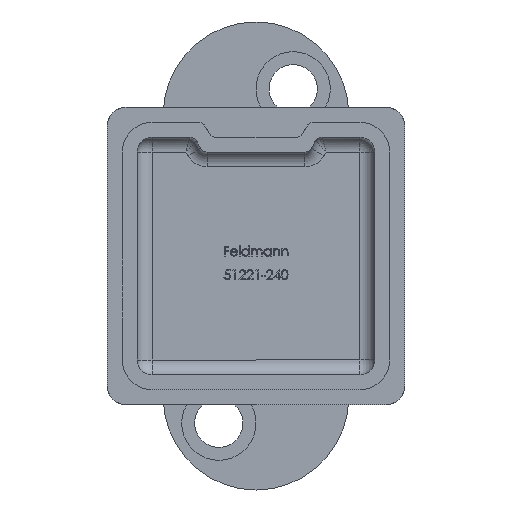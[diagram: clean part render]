
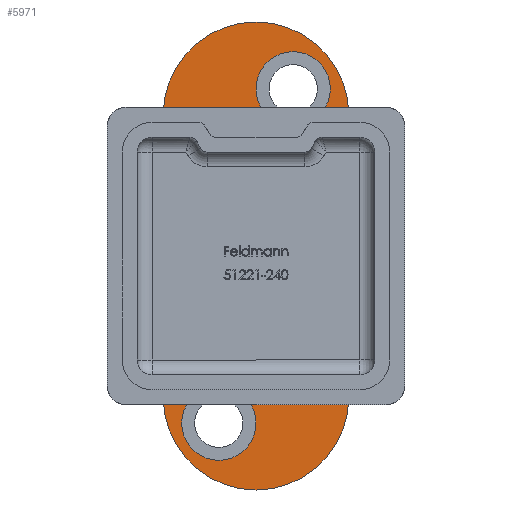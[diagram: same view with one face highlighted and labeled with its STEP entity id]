
A CAD part, front view. The second image highlights one B-rep face of the part: STEP entity #5971.
In plain terms, the highlighted planar face has unit normal (0, -1, 0).
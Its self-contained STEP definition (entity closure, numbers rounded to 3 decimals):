
#95 = DIRECTION ( 'NONE',  ( 0., 0., 1. ) ) ;
#103 = CARTESIAN_POINT ( 'NONE',  ( 5., 0., 17.5 ) ) ;
#265 = CARTESIAN_POINT ( 'NONE',  ( 0., 0., -19. ) ) ;
#319 = AXIS2_PLACEMENT_3D ( 'NONE', #4349, #12904, #3212 ) ;
#437 = DIRECTION ( 'NONE',  ( 0., -1., 0. ) ) ;
#1267 = CARTESIAN_POINT ( 'NONE',  ( 0., 0., 7. ) ) ;
#1390 = LINE ( 'NONE', #4449, #11843 ) ;
#1513 = LINE ( 'NONE', #10829, #11592 ) ;
#1519 = AXIS2_PLACEMENT_3D ( 'NONE', #9795, #2522, #14609 ) ;
#1820 = DIRECTION ( 'NONE',  ( 0., 1., 0. ) ) ;
#2166 = FACE_OUTER_BOUND ( 'NONE', #2444, .T. ) ;
#2444 = EDGE_LOOP ( 'NONE', ( #10900, #11723, #2898, #13300 ) ) ;
#2522 = DIRECTION ( 'NONE',  ( 0., 1., 0. ) ) ;
#2547 = CIRCLE ( 'NONE', #319, 7. ) ;
#2809 = EDGE_CURVE ( 'NONE', #7435, #7435, #6964, .T. ) ;
#2898 = ORIENTED_EDGE ( 'NONE', *, *, #12159, .F. ) ;
#3212 = DIRECTION ( 'NONE',  ( 0., 0., 1. ) ) ;
#3274 = VERTEX_POINT ( 'NONE', #1267 ) ;
#3312 = FACE_BOUND ( 'NONE', #7552, .T. ) ;
#3554 = AXIS2_PLACEMENT_3D ( 'NONE', #265, #8654, #95 ) ;
#3677 = VERTEX_POINT ( 'NONE', #5332 ) ;
#3716 = ORIENTED_EDGE ( 'NONE', *, *, #3845, .F. ) ;
#3845 = EDGE_CURVE ( 'NONE', #4445, #4445, #6598, .T. ) ;
#4049 = DIRECTION ( 'NONE',  ( 0., 0., -1. ) ) ;
#4349 = CARTESIAN_POINT ( 'NONE',  ( 0., 0., 0. ) ) ;
#4445 = VERTEX_POINT ( 'NONE', #103 ) ;
#4449 = CARTESIAN_POINT ( 'NONE',  ( -12.5, 0., 19. ) ) ;
#4733 = DIRECTION ( 'NONE',  ( 0., 0., -1. ) ) ;
#5012 = CARTESIAN_POINT ( 'NONE',  ( -12.5, 0., -19. ) ) ;
#5206 = ORIENTED_EDGE ( 'NONE', *, *, #5828, .T. ) ;
#5263 = EDGE_LOOP ( 'NONE', ( #3716 ) ) ;
#5332 = CARTESIAN_POINT ( 'NONE',  ( 12.5, 0., -19. ) ) ;
#5412 = FACE_BOUND ( 'NONE', #8372, .T. ) ;
#5490 = DIRECTION ( 'NONE',  ( 0., 0., 1. ) ) ;
#5828 = EDGE_CURVE ( 'NONE', #3274, #3274, #2547, .T. ) ;
#5878 = EDGE_CURVE ( 'NONE', #12452, #10396, #1390, .T. ) ;
#5971 = ADVANCED_FACE ( 'NONE', ( #3312, #6161, #5412, #2166 ), #14744, .F. ) ;
#6161 = FACE_BOUND ( 'NONE', #5263, .T. ) ;
#6203 = CIRCLE ( 'NONE', #9879, 12.5 ) ;
#6329 = CARTESIAN_POINT ( 'NONE',  ( -5., 0., -27.5 ) ) ;
#6598 = CIRCLE ( 'NONE', #13956, 5. ) ;
#6876 = DIRECTION ( 'NONE',  ( 0., 0., 1. ) ) ;
#6964 = CIRCLE ( 'NONE', #11505, 5. ) ;
#7096 = CARTESIAN_POINT ( 'NONE',  ( -12.5, 0., 19. ) ) ;
#7435 = VERTEX_POINT ( 'NONE', #6329 ) ;
#7552 = EDGE_LOOP ( 'NONE', ( #13664 ) ) ;
#8076 = CARTESIAN_POINT ( 'NONE',  ( 5., 0., 22.5 ) ) ;
#8170 = DIRECTION ( 'NONE',  ( 0., -1., 0. ) ) ;
#8372 = EDGE_LOOP ( 'NONE', ( #5206 ) ) ;
#8654 = DIRECTION ( 'NONE',  ( 0., 1., 0. ) ) ;
#8927 = CARTESIAN_POINT ( 'NONE',  ( -5., 0., -22.5 ) ) ;
#9795 = CARTESIAN_POINT ( 'NONE',  ( 0., 0., -19. ) ) ;
#9879 = AXIS2_PLACEMENT_3D ( 'NONE', #11577, #1820, #5490 ) ;
#10326 = CIRCLE ( 'NONE', #1519, 12.5 ) ;
#10396 = VERTEX_POINT ( 'NONE', #7096 ) ;
#10486 = EDGE_CURVE ( 'NONE', #12737, #3677, #1513, .T. ) ;
#10829 = CARTESIAN_POINT ( 'NONE',  ( 12.5, 0., -19. ) ) ;
#10898 = EDGE_CURVE ( 'NONE', #3677, #12452, #10326, .T. ) ;
#10900 = ORIENTED_EDGE ( 'NONE', *, *, #10898, .F. ) ;
#11505 = AXIS2_PLACEMENT_3D ( 'NONE', #8927, #437, #4049 ) ;
#11577 = CARTESIAN_POINT ( 'NONE',  ( 0., 0., 19. ) ) ;
#11592 = VECTOR ( 'NONE', #4733, 1000. ) ;
#11723 = ORIENTED_EDGE ( 'NONE', *, *, #10486, .F. ) ;
#11843 = VECTOR ( 'NONE', #6876, 1000. ) ;
#11860 = DIRECTION ( 'NONE',  ( 0., 0., -1. ) ) ;
#12159 = EDGE_CURVE ( 'NONE', #10396, #12737, #6203, .T. ) ;
#12452 = VERTEX_POINT ( 'NONE', #5012 ) ;
#12737 = VERTEX_POINT ( 'NONE', #15044 ) ;
#12904 = DIRECTION ( 'NONE',  ( 0., 1., 0. ) ) ;
#13300 = ORIENTED_EDGE ( 'NONE', *, *, #5878, .F. ) ;
#13664 = ORIENTED_EDGE ( 'NONE', *, *, #2809, .F. ) ;
#13956 = AXIS2_PLACEMENT_3D ( 'NONE', #8076, #8170, #11860 ) ;
#14609 = DIRECTION ( 'NONE',  ( 0., 0., 1. ) ) ;
#14744 = PLANE ( 'NONE',  #3554 ) ;
#15044 = CARTESIAN_POINT ( 'NONE',  ( 12.5, 0., 19. ) ) ;
